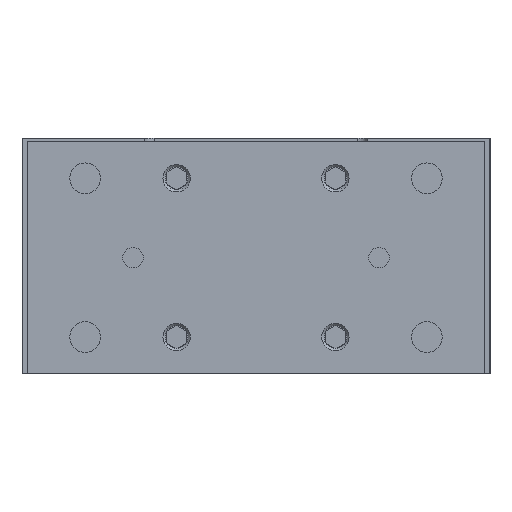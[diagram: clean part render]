
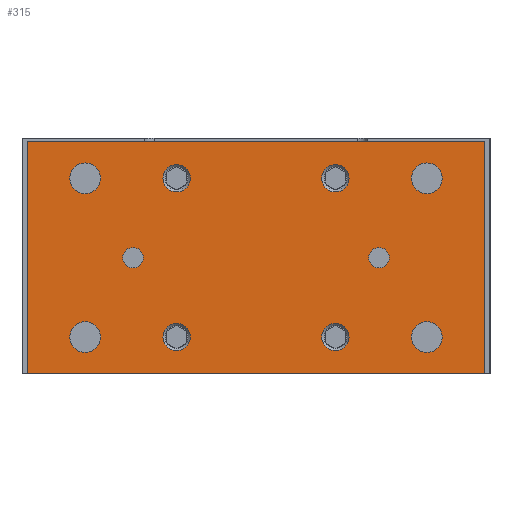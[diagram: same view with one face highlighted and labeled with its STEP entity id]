
A CAD part, left-side view. The second image highlights one B-rep face of the part: STEP entity #315.
In plain terms, the highlighted planar face has unit normal (-1, 0, 0).
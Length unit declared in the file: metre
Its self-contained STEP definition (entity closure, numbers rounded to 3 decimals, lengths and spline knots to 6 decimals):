
#315 = ADVANCED_FACE( '', ( #936, #937, #938, #939, #940, #941, #942, #943, #944, #945, #946 ), #947, .T. );
#936 = FACE_BOUND( '', #1733, .T. );
#937 = FACE_BOUND( '', #1734, .T. );
#938 = FACE_BOUND( '', #1735, .T. );
#939 = FACE_BOUND( '', #1736, .T. );
#940 = FACE_BOUND( '', #1737, .T. );
#941 = FACE_BOUND( '', #1738, .T. );
#942 = FACE_BOUND( '', #1739, .T. );
#943 = FACE_BOUND( '', #1740, .T. );
#944 = FACE_BOUND( '', #1741, .T. );
#945 = FACE_BOUND( '', #1742, .T. );
#946 = FACE_OUTER_BOUND( '', #1743, .T. );
#947 = PLANE( '', #1744 );
#1733 = EDGE_LOOP( '', ( #3173 ) );
#1734 = EDGE_LOOP( '', ( #3174 ) );
#1735 = EDGE_LOOP( '', ( #3175 ) );
#1736 = EDGE_LOOP( '', ( #3176 ) );
#1737 = EDGE_LOOP( '', ( #3177 ) );
#1738 = EDGE_LOOP( '', ( #3178 ) );
#1739 = EDGE_LOOP( '', ( #3179 ) );
#1740 = EDGE_LOOP( '', ( #3180 ) );
#1741 = EDGE_LOOP( '', ( #3181 ) );
#1742 = EDGE_LOOP( '', ( #3182 ) );
#1743 = EDGE_LOOP( '', ( #3183, #3184, #3185, #3186 ) );
#1744 = AXIS2_PLACEMENT_3D( '', #3187, #3188, #3189 );
#3173 = ORIENTED_EDGE( '', *, *, #4109, .T. );
#3174 = ORIENTED_EDGE( '', *, *, #4110, .F. );
#3175 = ORIENTED_EDGE( '', *, *, #4111, .F. );
#3176 = ORIENTED_EDGE( '', *, *, #4112, .T. );
#3177 = ORIENTED_EDGE( '', *, *, #4113, .F. );
#3178 = ORIENTED_EDGE( '', *, *, #4114, .T. );
#3179 = ORIENTED_EDGE( '', *, *, #4115, .T. );
#3180 = ORIENTED_EDGE( '', *, *, #4116, .F. );
#3181 = ORIENTED_EDGE( '', *, *, #4117, .F. );
#3182 = ORIENTED_EDGE( '', *, *, #4118, .T. );
#3183 = ORIENTED_EDGE( '', *, *, #4087, .T. );
#3184 = ORIENTED_EDGE( '', *, *, #4119, .T. );
#3185 = ORIENTED_EDGE( '', *, *, #4120, .T. );
#3186 = ORIENTED_EDGE( '', *, *, #4121, .T. );
#3187 = CARTESIAN_POINT( '', ( -0.097, -0.067, -0.001 ) );
#3188 = DIRECTION( '', ( -1., 0., 0. ) );
#3189 = DIRECTION( '', ( 0., 0., 1. ) );
#4087 = EDGE_CURVE( '', #4864, #4862, #4865, .T. );
#4109 = EDGE_CURVE( '', #4903, #4903, #4904, .T. );
#4110 = EDGE_CURVE( '', #4905, #4905, #4906, .T. );
#4111 = EDGE_CURVE( '', #4907, #4907, #4908, .T. );
#4112 = EDGE_CURVE( '', #4909, #4909, #4910, .T. );
#4113 = EDGE_CURVE( '', #4911, #4911, #4912, .T. );
#4114 = EDGE_CURVE( '', #4913, #4913, #4914, .T. );
#4115 = EDGE_CURVE( '', #4915, #4915, #4916, .T. );
#4116 = EDGE_CURVE( '', #4917, #4917, #4918, .T. );
#4117 = EDGE_CURVE( '', #4919, #4919, #4920, .T. );
#4118 = EDGE_CURVE( '', #4921, #4921, #4922, .T. );
#4119 = EDGE_CURVE( '', #4862, #4923, #4924, .T. );
#4120 = EDGE_CURVE( '', #4923, #4925, #4926, .T. );
#4121 = EDGE_CURVE( '', #4925, #4864, #4927, .T. );
#4862 = VERTEX_POINT( '', #5911 );
#4864 = VERTEX_POINT( '', #5914 );
#4865 = LINE( '', #5915, #5916 );
#4903 = VERTEX_POINT( '', #5961 );
#4904 = CIRCLE( '', #5962, 0.004 );
#4905 = VERTEX_POINT( '', #5963 );
#4906 = CIRCLE( '', #5964, 0.004 );
#4907 = VERTEX_POINT( '', #5965 );
#4908 = CIRCLE( '', #5966, 0.004 );
#4909 = VERTEX_POINT( '', #5967 );
#4910 = CIRCLE( '', #5968, 0.004 );
#4911 = VERTEX_POINT( '', #5969 );
#4912 = CIRCLE( '', #5970, 0.003 );
#4913 = VERTEX_POINT( '', #5971 );
#4914 = CIRCLE( '', #5972, 0.003 );
#4915 = VERTEX_POINT( '', #5973 );
#4916 = CIRCLE( '', #5974, 0.0045 );
#4917 = VERTEX_POINT( '', #5975 );
#4918 = CIRCLE( '', #5976, 0.0045 );
#4919 = VERTEX_POINT( '', #5977 );
#4920 = CIRCLE( '', #5978, 0.0045 );
#4921 = VERTEX_POINT( '', #5979 );
#4922 = CIRCLE( '', #5980, 0.0045 );
#4923 = VERTEX_POINT( '', #5981 );
#4924 = LINE( '', #5982, #5983 );
#4925 = VERTEX_POINT( '', #5984 );
#4926 = LINE( '', #5985, #5986 );
#4927 = LINE( '', #5987, #5988 );
#5911 = CARTESIAN_POINT( '', ( -0.097, -0.067, -0.001 ) );
#5914 = CARTESIAN_POINT( '', ( -0.097, -0.067, -0.069 ) );
#5915 = CARTESIAN_POINT( '', ( -0.097, -0.067, -0.069 ) );
#5916 = VECTOR( '', #6879, 1. );
#5961 = CARTESIAN_POINT( '', ( -0.097, 0.01925, -0.05825 ) );
#5962 = AXIS2_PLACEMENT_3D( '', #6926, #6927, #6928 );
#5963 = CARTESIAN_POINT( '', ( -0.097, -0.01925, -0.05825 ) );
#5964 = AXIS2_PLACEMENT_3D( '', #6929, #6930, #6931 );
#5965 = CARTESIAN_POINT( '', ( -0.097, 0.01925, -0.01175 ) );
#5966 = AXIS2_PLACEMENT_3D( '', #6932, #6933, #6934 );
#5967 = CARTESIAN_POINT( '', ( -0.097, -0.01925, -0.01175 ) );
#5968 = AXIS2_PLACEMENT_3D( '', #6935, #6936, #6937 );
#5969 = CARTESIAN_POINT( '', ( -0.097, 0.033, -0.035 ) );
#5970 = AXIS2_PLACEMENT_3D( '', #6938, #6939, #6940 );
#5971 = CARTESIAN_POINT( '', ( -0.097, -0.033, -0.035 ) );
#5972 = AXIS2_PLACEMENT_3D( '', #6941, #6942, #6943 );
#5973 = CARTESIAN_POINT( '', ( -0.097, -0.0455, -0.05825 ) );
#5974 = AXIS2_PLACEMENT_3D( '', #6944, #6945, #6946 );
#5975 = CARTESIAN_POINT( '', ( -0.097, 0.0455, -0.05825 ) );
#5976 = AXIS2_PLACEMENT_3D( '', #6947, #6948, #6949 );
#5977 = CARTESIAN_POINT( '', ( -0.097, -0.0455, -0.01175 ) );
#5978 = AXIS2_PLACEMENT_3D( '', #6950, #6951, #6952 );
#5979 = CARTESIAN_POINT( '', ( -0.097, 0.0455, -0.01175 ) );
#5980 = AXIS2_PLACEMENT_3D( '', #6953, #6954, #6955 );
#5981 = CARTESIAN_POINT( '', ( -0.097, 0.067, -0.001 ) );
#5982 = CARTESIAN_POINT( '', ( -0.097, -0.067, -0.001 ) );
#5983 = VECTOR( '', #6956, 1. );
#5984 = CARTESIAN_POINT( '', ( -0.097, 0.067, -0.069 ) );
#5985 = CARTESIAN_POINT( '', ( -0.097, 0.067, -0.001 ) );
#5986 = VECTOR( '', #6957, 1. );
#5987 = CARTESIAN_POINT( '', ( -0.097, 0.067, -0.069 ) );
#5988 = VECTOR( '', #6958, 1. );
#6879 = DIRECTION( '', ( 0., 0., 1. ) );
#6926 = CARTESIAN_POINT( '', ( -0.097, 0.02325, -0.05825 ) );
#6927 = DIRECTION( '', ( 1., 0., 0. ) );
#6928 = DIRECTION( '', ( 0., -1., 0. ) );
#6929 = CARTESIAN_POINT( '', ( -0.097, -0.02325, -0.05825 ) );
#6930 = DIRECTION( '', ( -1., 0., 0. ) );
#6931 = DIRECTION( '', ( 0., 1., 0. ) );
#6932 = CARTESIAN_POINT( '', ( -0.097, 0.02325, -0.01175 ) );
#6933 = DIRECTION( '', ( -1., 0., 0. ) );
#6934 = DIRECTION( '', ( 0., -1., 0. ) );
#6935 = CARTESIAN_POINT( '', ( -0.097, -0.02325, -0.01175 ) );
#6936 = DIRECTION( '', ( 1., 0., 0. ) );
#6937 = DIRECTION( '', ( 0., 1., 0. ) );
#6938 = CARTESIAN_POINT( '', ( -0.097, 0.036, -0.035 ) );
#6939 = DIRECTION( '', ( -1., 0., 0. ) );
#6940 = DIRECTION( '', ( 0., -1., 0. ) );
#6941 = CARTESIAN_POINT( '', ( -0.097, -0.036, -0.035 ) );
#6942 = DIRECTION( '', ( 1., 0., 0. ) );
#6943 = DIRECTION( '', ( 0., 1., 0. ) );
#6944 = CARTESIAN_POINT( '', ( -0.097, -0.05, -0.05825 ) );
#6945 = DIRECTION( '', ( 1., 0., 0. ) );
#6946 = DIRECTION( '', ( 0., 1., 0. ) );
#6947 = CARTESIAN_POINT( '', ( -0.097, 0.05, -0.05825 ) );
#6948 = DIRECTION( '', ( -1., 0., 0. ) );
#6949 = DIRECTION( '', ( 0., -1., 0. ) );
#6950 = CARTESIAN_POINT( '', ( -0.097, -0.05, -0.01175 ) );
#6951 = DIRECTION( '', ( -1., 0., 0. ) );
#6952 = DIRECTION( '', ( 0., 1., 0. ) );
#6953 = CARTESIAN_POINT( '', ( -0.097, 0.05, -0.01175 ) );
#6954 = DIRECTION( '', ( 1., 0., 0. ) );
#6955 = DIRECTION( '', ( 0., -1., 0. ) );
#6956 = DIRECTION( '', ( 0., 1., 0. ) );
#6957 = DIRECTION( '', ( 0., 0., -1. ) );
#6958 = DIRECTION( '', ( 0., -1., 0. ) );
